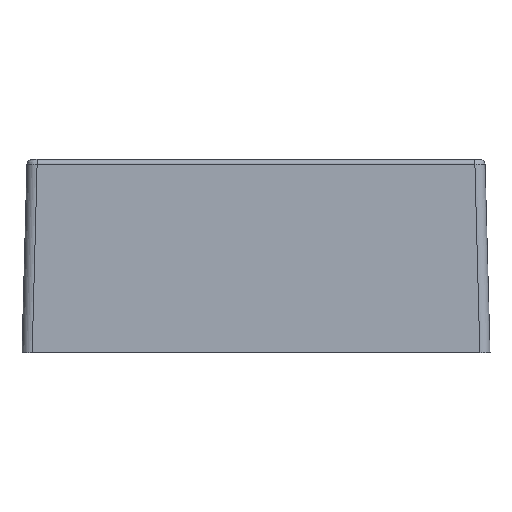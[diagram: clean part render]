
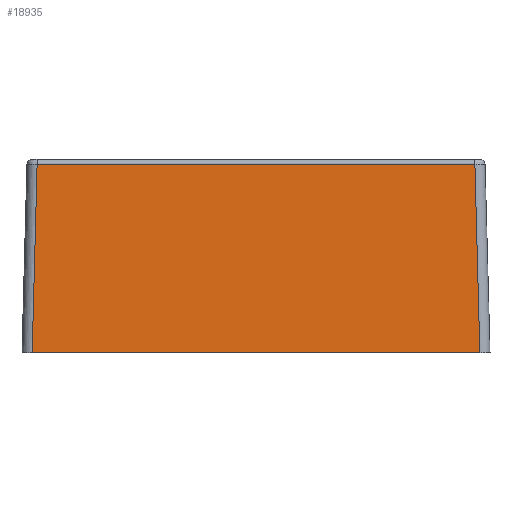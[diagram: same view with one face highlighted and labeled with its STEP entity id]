
A CAD part, front view. The second image highlights one B-rep face of the part: STEP entity #18935.
In plain terms, the highlighted planar face has unit normal (0, -1, 0.026).
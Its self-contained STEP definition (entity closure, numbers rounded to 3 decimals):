
#15054 = PLANE('',#15055);
#15055 = AXIS2_PLACEMENT_3D('',#15056,#15057,#15058);
#15056 = CARTESIAN_POINT('',(-40.326,-40.326,
    0.));
#15057 = DIRECTION('',(0.,0.,-1.));
#15058 = DIRECTION('',(1.,0.,0.));
#17227 = VERTEX_POINT('',#17228);
#17228 = CARTESIAN_POINT('',(44.001,-46.,0.));
#17249 = CYLINDRICAL_SURFACE('',#17250,2.);
#17250 = AXIS2_PLACEMENT_3D('',#17251,#17252,#17253);
#17251 = CARTESIAN_POINT('',(43.971,-43.971,
    1.098));
#17252 = DIRECTION('',(-0.026,0.026,
    0.999));
#17253 = DIRECTION('',(0.707,-0.707,0.037
    ));
#17283 = EDGE_CURVE('',#17284,#17227,#17286,.T.);
#17284 = VERTEX_POINT('',#17285);
#17285 = CARTESIAN_POINT('',(-44.001,-46.,0.));
#17286 = SURFACE_CURVE('',#17287,(#17291,#17298),.PCURVE_S1.);
#17287 = LINE('',#17288,#17289);
#17288 = CARTESIAN_POINT('',(-46.,-46.,0.));
#17289 = VECTOR('',#17290,1.);
#17290 = DIRECTION('',(1.,0.,0.));
#17291 = PCURVE('',#15054,#17292);
#17292 = DEFINITIONAL_REPRESENTATION('',(#17293),#17297);
#17293 = LINE('',#17294,#17295);
#17294 = CARTESIAN_POINT('',(-5.674,5.674));
#17295 = VECTOR('',#17296,1.);
#17296 = DIRECTION('',(1.,0.));
#17297 = ( GEOMETRIC_REPRESENTATION_CONTEXT(2) 
PARAMETRIC_REPRESENTATION_CONTEXT() REPRESENTATION_CONTEXT('2D SPACE',''
  ) );
#17298 = PCURVE('',#17299,#17304);
#17299 = PLANE('',#17300);
#17300 = AXIS2_PLACEMENT_3D('',#17301,#17302,#17303);
#17301 = CARTESIAN_POINT('',(46.,-46.,0.));
#17302 = DIRECTION('',(0.,-1.,
    0.026));
#17303 = DIRECTION('',(1.,0.,0.));
#17304 = DEFINITIONAL_REPRESENTATION('',(#17305),#17309);
#17305 = LINE('',#17306,#17307);
#17306 = CARTESIAN_POINT('',(-92.,0.));
#17307 = VECTOR('',#17308,1.);
#17308 = DIRECTION('',(1.,0.));
#17309 = ( GEOMETRIC_REPRESENTATION_CONTEXT(2) 
PARAMETRIC_REPRESENTATION_CONTEXT() REPRESENTATION_CONTEXT('2D SPACE',''
  ) );
#17332 = CYLINDRICAL_SURFACE('',#17333,2.);
#17333 = AXIS2_PLACEMENT_3D('',#17334,#17335,#17336);
#17334 = CARTESIAN_POINT('',(-43.971,-43.971,
    1.098));
#17335 = DIRECTION('',(0.026,0.026,
    0.999));
#17336 = DIRECTION('',(-0.707,-0.707,
    0.037));
#17710 = CYLINDRICAL_SURFACE('',#17711,1.);
#17711 = AXIS2_PLACEMENT_3D('',#17712,#17713,#17714);
#17712 = CARTESIAN_POINT('',(23.,-44.031,37.));
#17713 = DIRECTION('',(-1.,0.,0.));
#17714 = DIRECTION('',(0.,-0.698,
    0.716));
#17997 = VERTEX_POINT('',#17998);
#17998 = CARTESIAN_POINT('',(-43.031,-45.03,
    37.026));
#18042 = EDGE_CURVE('',#17997,#18043,#18045,.T.);
#18043 = VERTEX_POINT('',#18044);
#18044 = CARTESIAN_POINT('',(43.031,-45.03,
    37.026));
#18045 = SURFACE_CURVE('',#18046,(#18050,#18057),.PCURVE_S1.);
#18046 = LINE('',#18047,#18048);
#18047 = CARTESIAN_POINT('',(23.,-45.03,37.026));
#18048 = VECTOR('',#18049,1.);
#18049 = DIRECTION('',(1.,0.,0.));
#18050 = PCURVE('',#17710,#18051);
#18051 = DEFINITIONAL_REPRESENTATION('',(#18052),#18056);
#18052 = LINE('',#18053,#18054);
#18053 = CARTESIAN_POINT('',(-0.772,0.));
#18054 = VECTOR('',#18055,1.);
#18055 = DIRECTION('',(0.,-1.));
#18056 = ( GEOMETRIC_REPRESENTATION_CONTEXT(2) 
PARAMETRIC_REPRESENTATION_CONTEXT() REPRESENTATION_CONTEXT('2D SPACE',''
  ) );
#18057 = PCURVE('',#17299,#18058);
#18058 = DEFINITIONAL_REPRESENTATION('',(#18059),#18063);
#18059 = LINE('',#18060,#18061);
#18060 = CARTESIAN_POINT('',(-23.,37.039));
#18061 = VECTOR('',#18062,1.);
#18062 = DIRECTION('',(1.,0.));
#18063 = ( GEOMETRIC_REPRESENTATION_CONTEXT(2) 
PARAMETRIC_REPRESENTATION_CONTEXT() REPRESENTATION_CONTEXT('2D SPACE',''
  ) );
#18317 = EDGE_CURVE('',#17284,#17997,#18318,.T.);
#18318 = SURFACE_CURVE('',#18319,(#18323,#18330),.PCURVE_S1.);
#18319 = LINE('',#18320,#18321);
#18320 = CARTESIAN_POINT('',(-43.971,-45.97,
    1.151));
#18321 = VECTOR('',#18322,1.);
#18322 = DIRECTION('',(0.026,0.026,
    0.999));
#18323 = PCURVE('',#17332,#18324);
#18324 = DEFINITIONAL_REPRESENTATION('',(#18325),#18329);
#18325 = LINE('',#18326,#18327);
#18326 = CARTESIAN_POINT('',(0.785,0.));
#18327 = VECTOR('',#18328,1.);
#18328 = DIRECTION('',(0.,1.));
#18329 = ( GEOMETRIC_REPRESENTATION_CONTEXT(2) 
PARAMETRIC_REPRESENTATION_CONTEXT() REPRESENTATION_CONTEXT('2D SPACE',''
  ) );
#18330 = PCURVE('',#17299,#18331);
#18331 = DEFINITIONAL_REPRESENTATION('',(#18332),#18336);
#18332 = LINE('',#18333,#18334);
#18333 = CARTESIAN_POINT('',(-89.971,1.151));
#18334 = VECTOR('',#18335,1.);
#18335 = DIRECTION('',(0.026,1.));
#18336 = ( GEOMETRIC_REPRESENTATION_CONTEXT(2) 
PARAMETRIC_REPRESENTATION_CONTEXT() REPRESENTATION_CONTEXT('2D SPACE',''
  ) );
#18488 = EDGE_CURVE('',#18043,#17227,#18489,.T.);
#18489 = SURFACE_CURVE('',#18490,(#18494,#18501),.PCURVE_S1.);
#18490 = LINE('',#18491,#18492);
#18491 = CARTESIAN_POINT('',(43.971,-45.97,
    1.151));
#18492 = VECTOR('',#18493,1.);
#18493 = DIRECTION('',(0.026,-0.026,
    -0.999));
#18494 = PCURVE('',#17249,#18495);
#18495 = DEFINITIONAL_REPRESENTATION('',(#18496),#18500);
#18496 = LINE('',#18497,#18498);
#18497 = CARTESIAN_POINT('',(-0.785,0.));
#18498 = VECTOR('',#18499,1.);
#18499 = DIRECTION('',(0.,-1.));
#18500 = ( GEOMETRIC_REPRESENTATION_CONTEXT(2) 
PARAMETRIC_REPRESENTATION_CONTEXT() REPRESENTATION_CONTEXT('2D SPACE',''
  ) );
#18501 = PCURVE('',#17299,#18502);
#18502 = DEFINITIONAL_REPRESENTATION('',(#18503),#18507);
#18503 = LINE('',#18504,#18505);
#18504 = CARTESIAN_POINT('',(-2.029,1.151));
#18505 = VECTOR('',#18506,1.);
#18506 = DIRECTION('',(0.026,-1.));
#18507 = ( GEOMETRIC_REPRESENTATION_CONTEXT(2) 
PARAMETRIC_REPRESENTATION_CONTEXT() REPRESENTATION_CONTEXT('2D SPACE',''
  ) );
#18935 = ADVANCED_FACE('',(#18936),#17299,.T.);
#18936 = FACE_BOUND('',#18937,.T.);
#18937 = EDGE_LOOP('',(#18938,#18939,#18940,#18941));
#18938 = ORIENTED_EDGE('',*,*,#18488,.F.);
#18939 = ORIENTED_EDGE('',*,*,#18042,.F.);
#18940 = ORIENTED_EDGE('',*,*,#18317,.F.);
#18941 = ORIENTED_EDGE('',*,*,#17283,.T.);
